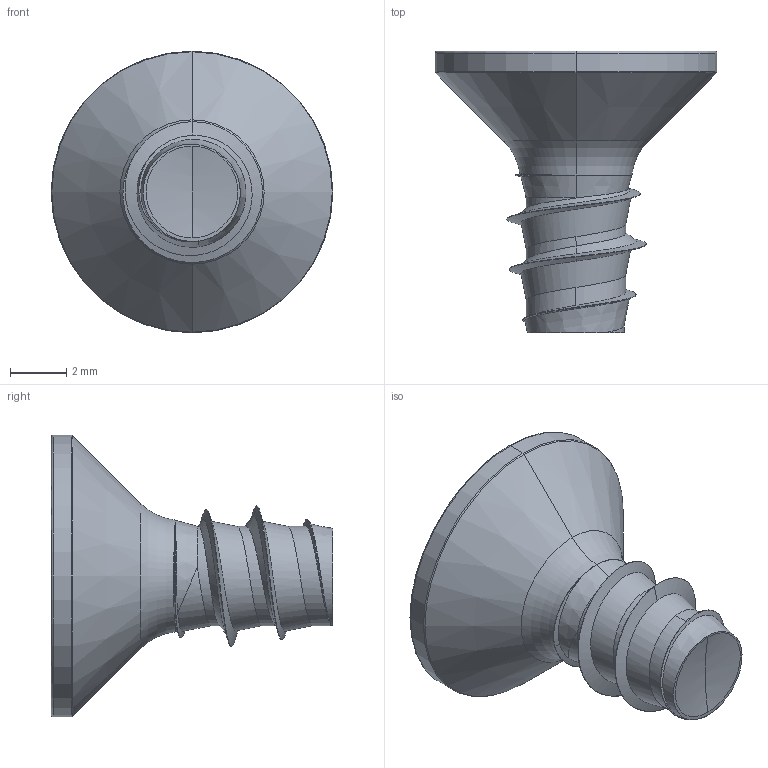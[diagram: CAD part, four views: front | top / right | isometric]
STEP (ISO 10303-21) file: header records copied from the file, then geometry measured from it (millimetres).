
FILE_DESCRIPTION (( 'STEP AP203' ), '1' );
FILE_NAME ('STP430500100.STEP', '2017-08-16T15:57:43', ( '' ), ( '' ), 'SwSTEP 2.0', 'SolidWorks 2015', '' );
FILE_SCHEMA (( 'CONFIG_CONTROL_DESIGN' ));
Length unit declared in the file: millimetre
Products named in the file (1): STP430500100
Bounding box: 10 x 10 x 10 mm (x, y, z)
Volume: 233 mm3; surface area: 339 mm2
Topology: 1 solids, 1 shells, 94 faces, 223 edges, 133 vertices
Faces by surface type: bspline 35, cylinder 31, cone 12, torus 10, plane 4, sphere 2
Entity records: 10882 total; most frequent: CARTESIAN_POINT 8933, ORIENTED_EDGE 446, DIRECTION 314, EDGE_CURVE 223, AXIS2_PLACEMENT_3D 134, VERTEX_POINT 133, B_SPLINE_CURVE_WITH_KNOTS 97, EDGE_LOOP 96
